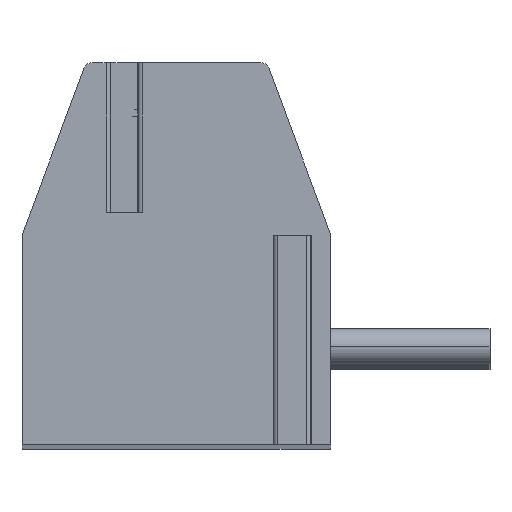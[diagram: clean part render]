
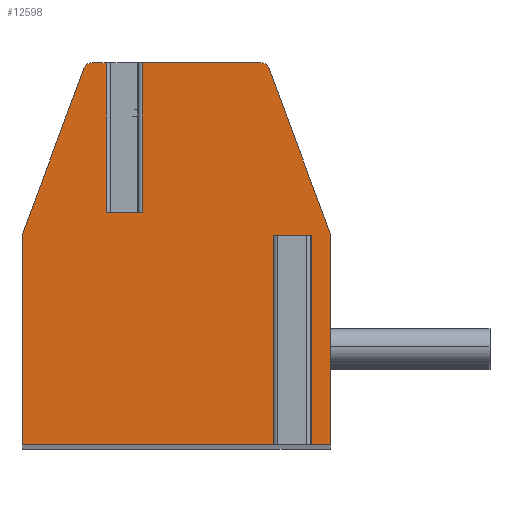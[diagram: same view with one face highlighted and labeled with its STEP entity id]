
A CAD part, top view. The second image highlights one B-rep face of the part: STEP entity #12598.
In plain terms, the highlighted planar face has unit normal (0, 0, 1).
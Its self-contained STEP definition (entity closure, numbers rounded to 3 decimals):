
#13=DIRECTION('',(1.,0.,0.));
#14=VECTOR('',#13,0.796);
#15=CARTESIAN_POINT('',(-1.548,0.9,61.25));
#16=LINE('',#15,#14);
#17=DIRECTION('',(0.,1.,0.));
#18=VECTOR('',#17,3.3);
#19=CARTESIAN_POINT('',(-0.752,0.9,61.25));
#20=LINE('',#19,#18);
#21=DIRECTION('',(-1.,0.,0.));
#22=VECTOR('',#21,2.603);
#23=CARTESIAN_POINT('',(1.851,4.2,61.25));
#24=LINE('',#23,#22);
#25=CARTESIAN_POINT('',(1.851,4.,61.25));
#26=DIRECTION('',(0.,0.,1.));
#27=DIRECTION('',(0.938,0.348,0.));
#28=AXIS2_PLACEMENT_3D('',#25,#26,#27);
#30=DIRECTION('',(-0.348,0.938,0.));
#31=VECTOR('',#30,3.914);
#32=CARTESIAN_POINT('',(3.4,0.4,61.25));
#33=LINE('',#32,#31);
#34=DIRECTION('',(0.,1.,0.));
#35=VECTOR('',#34,4.6);
#36=CARTESIAN_POINT('',(3.4,-4.2,61.25));
#37=LINE('',#36,#35);
#38=DIRECTION('',(1.,0.,0.));
#39=VECTOR('',#38,0.634);
#40=CARTESIAN_POINT('',(2.766,-4.2,61.25));
#41=LINE('',#40,#39);
#42=DIRECTION('',(0.,1.,0.));
#43=VECTOR('',#42,4.6);
#44=CARTESIAN_POINT('',(2.766,-4.2,61.25));
#45=LINE('',#44,#43);
#46=DIRECTION('',(-1.,0.,0.));
#47=VECTOR('',#46,0.43);
#48=CARTESIAN_POINT('',(2.766,0.4,61.25));
#49=LINE('',#48,#47);
#50=DIRECTION('',(0.,1.,0.));
#51=VECTOR('',#50,4.6);
#52=CARTESIAN_POINT('',(2.336,-4.2,61.25));
#53=LINE('',#52,#51);
#54=DIRECTION('',(1.,0.,0.));
#55=VECTOR('',#54,5.736);
#56=CARTESIAN_POINT('',(-3.4,-4.2,61.25));
#57=LINE('',#56,#55);
#58=DIRECTION('',(0.,-1.,0.));
#59=VECTOR('',#58,4.6);
#60=CARTESIAN_POINT('',(-3.4,0.4,61.25));
#61=LINE('',#60,#59);
#62=DIRECTION('',(-0.348,-0.938,0.));
#63=VECTOR('',#62,3.914);
#64=CARTESIAN_POINT('',(-2.038,4.07,61.25));
#65=LINE('',#64,#63);
#66=CARTESIAN_POINT('',(-1.851,4.,61.25));
#67=DIRECTION('',(0.,0.,1.));
#68=DIRECTION('',(0.,1.,0.));
#69=AXIS2_PLACEMENT_3D('',#66,#67,#68);
#71=DIRECTION('',(-1.,0.,0.));
#72=VECTOR('',#71,0.303);
#73=CARTESIAN_POINT('',(-1.548,4.2,61.25));
#74=LINE('',#73,#72);
#75=DIRECTION('',(0.,1.,0.));
#76=VECTOR('',#75,3.3);
#77=CARTESIAN_POINT('',(-1.548,0.9,61.25));
#78=LINE('',#77,#76);
#9833=CARTESIAN_POINT('',(-1.851,4.2,61.25));
#9834=CARTESIAN_POINT('',(-2.038,4.07,61.25));
#9835=VERTEX_POINT('',#9833);
#9836=VERTEX_POINT('',#9834);
#9837=CARTESIAN_POINT('',(-3.4,0.4,61.25));
#9838=VERTEX_POINT('',#9837);
#9839=CARTESIAN_POINT('',(-3.4,-4.2,61.25));
#9840=VERTEX_POINT('',#9839);
#9841=CARTESIAN_POINT('',(3.4,-4.2,61.25));
#9842=CARTESIAN_POINT('',(3.4,0.4,61.25));
#9843=VERTEX_POINT('',#9841);
#9844=VERTEX_POINT('',#9842);
#9845=CARTESIAN_POINT('',(2.038,4.07,61.25));
#9846=VERTEX_POINT('',#9845);
#9847=CARTESIAN_POINT('',(1.851,4.2,61.25));
#9848=VERTEX_POINT('',#9847);
#9889=CARTESIAN_POINT('',(2.766,0.4,61.25));
#9890=CARTESIAN_POINT('',(2.336,0.4,61.25));
#9891=VERTEX_POINT('',#9889);
#9892=VERTEX_POINT('',#9890);
#9893=CARTESIAN_POINT('',(2.336,-4.2,61.25));
#9894=VERTEX_POINT('',#9893);
#9895=CARTESIAN_POINT('',(2.766,-4.2,61.25));
#9896=VERTEX_POINT('',#9895);
#9957=CARTESIAN_POINT('',(-1.548,0.9,61.25));
#9958=CARTESIAN_POINT('',(-0.752,0.9,61.25));
#9959=VERTEX_POINT('',#9957);
#9960=VERTEX_POINT('',#9958);
#9961=CARTESIAN_POINT('',(-1.548,4.2,61.25));
#9962=VERTEX_POINT('',#9961);
#9963=CARTESIAN_POINT('',(-0.752,4.2,61.25));
#9964=VERTEX_POINT('',#9963);
#12559=CARTESIAN_POINT('',(0.,0.,61.25));
#12560=DIRECTION('',(0.,0.,1.));
#12561=DIRECTION('',(1.,0.,0.));
#12562=AXIS2_PLACEMENT_3D('',#12559,#12560,#12561);
#12563=PLANE('',#12562);
#12565=ORIENTED_EDGE('',*,*,#12564,.T.);
#12567=ORIENTED_EDGE('',*,*,#12566,.T.);
#12569=ORIENTED_EDGE('',*,*,#12568,.F.);
#12571=ORIENTED_EDGE('',*,*,#12570,.F.);
#12573=ORIENTED_EDGE('',*,*,#12572,.F.);
#12575=ORIENTED_EDGE('',*,*,#12574,.F.);
#12577=ORIENTED_EDGE('',*,*,#12576,.F.);
#12579=ORIENTED_EDGE('',*,*,#12578,.T.);
#12581=ORIENTED_EDGE('',*,*,#12580,.T.);
#12583=ORIENTED_EDGE('',*,*,#12582,.F.);
#12585=ORIENTED_EDGE('',*,*,#12584,.F.);
#12587=ORIENTED_EDGE('',*,*,#12586,.F.);
#12589=ORIENTED_EDGE('',*,*,#12588,.F.);
#12591=ORIENTED_EDGE('',*,*,#12590,.F.);
#12593=ORIENTED_EDGE('',*,*,#12592,.F.);
#12595=ORIENTED_EDGE('',*,*,#12594,.F.);
#12596=EDGE_LOOP('',(#12565,#12567,#12569,#12571,#12573,#12575,#12577,#12579,
#12581,#12583,#12585,#12587,#12589,#12591,#12593,#12595));
#12597=FACE_OUTER_BOUND('',#12596,.F.);
#29=CIRCLE('',#28,0.2);
#70=CIRCLE('',#69,0.2);
#12564=EDGE_CURVE('',#9959,#9960,#16,.T.);
#12566=EDGE_CURVE('',#9960,#9964,#20,.T.);
#12568=EDGE_CURVE('',#9848,#9964,#24,.T.);
#12570=EDGE_CURVE('',#9846,#9848,#29,.T.);
#12572=EDGE_CURVE('',#9844,#9846,#33,.T.);
#12574=EDGE_CURVE('',#9843,#9844,#37,.T.);
#12576=EDGE_CURVE('',#9896,#9843,#41,.T.);
#12578=EDGE_CURVE('',#9896,#9891,#45,.T.);
#12580=EDGE_CURVE('',#9891,#9892,#49,.T.);
#12582=EDGE_CURVE('',#9894,#9892,#53,.T.);
#12584=EDGE_CURVE('',#9840,#9894,#57,.T.);
#12586=EDGE_CURVE('',#9838,#9840,#61,.T.);
#12588=EDGE_CURVE('',#9836,#9838,#65,.T.);
#12590=EDGE_CURVE('',#9835,#9836,#70,.T.);
#12592=EDGE_CURVE('',#9962,#9835,#74,.T.);
#12594=EDGE_CURVE('',#9959,#9962,#78,.T.);
#12598=ADVANCED_FACE('',(#12597),#12563,.T.);
